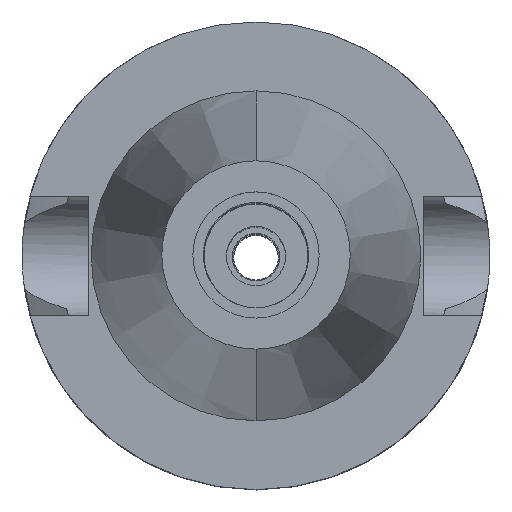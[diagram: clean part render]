
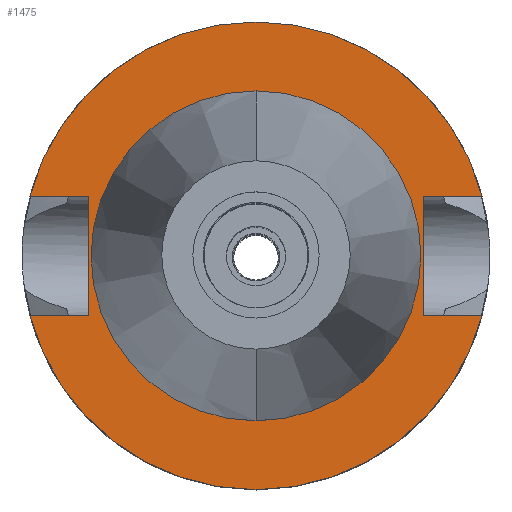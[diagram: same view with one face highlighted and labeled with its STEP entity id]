
A CAD part, top view. The second image highlights one B-rep face of the part: STEP entity #1475.
In plain terms, the highlighted planar face has unit normal (0, 0, 1).
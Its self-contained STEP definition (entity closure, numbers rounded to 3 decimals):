
#121=DIRECTION('',(0.,1.,0.));
#122=VECTOR('',#121,16.1);
#123=CARTESIAN_POINT('',(-22.5,-8.05,-1.));
#124=LINE('',#123,#122);
#128=CARTESIAN_POINT('',(0.,0.,-1.));
#129=DIRECTION('',(0.,0.,-1.));
#130=DIRECTION('',(-0.967,0.256,0.));
#131=AXIS2_PLACEMENT_3D('',#128,#129,#130);
#136=CARTESIAN_POINT('',(0.,0.,-1.));
#137=DIRECTION('',(0.,0.,-1.));
#138=DIRECTION('',(0.,1.,0.));
#139=AXIS2_PLACEMENT_3D('',#136,#137,#138);
#144=DIRECTION('',(0.,-1.,0.));
#145=VECTOR('',#144,16.1);
#146=CARTESIAN_POINT('',(22.5,8.05,-1.));
#147=LINE('',#146,#145);
#151=DIRECTION('',(1.,0.,0.));
#152=VECTOR('',#151,7.954);
#153=CARTESIAN_POINT('',(22.5,-8.05,-1.));
#154=LINE('',#153,#152);
#158=CARTESIAN_POINT('',(0.,0.,-1.));
#159=DIRECTION('',(0.,0.,-1.));
#160=DIRECTION('',(0.967,-0.256,0.));
#161=AXIS2_PLACEMENT_3D('',#158,#159,#160);
#166=CARTESIAN_POINT('',(0.,0.,-1.));
#167=DIRECTION('',(0.,0.,-1.));
#168=DIRECTION('',(0.,-1.,0.));
#169=AXIS2_PLACEMENT_3D('',#166,#167,#168);
#174=DIRECTION('',(1.,0.,0.));
#175=VECTOR('',#174,7.954);
#176=CARTESIAN_POINT('',(-30.454,-8.05,-1.));
#177=LINE('',#176,#175);
#181=CARTESIAN_POINT('',(0.,0.,-1.));
#182=DIRECTION('',(0.,0.,1.));
#183=DIRECTION('',(0.,-1.,0.));
#184=AXIS2_PLACEMENT_3D('',#181,#182,#183);
#189=CARTESIAN_POINT('',(0.,0.,-1.));
#190=DIRECTION('',(0.,0.,1.));
#191=DIRECTION('',(0.,1.,0.));
#192=AXIS2_PLACEMENT_3D('',#189,#190,#191);
#357=DIRECTION('',(1.,0.,0.));
#358=VECTOR('',#357,7.954);
#359=CARTESIAN_POINT('',(22.5,8.05,-1.));
#360=LINE('',#359,#358);
#418=DIRECTION('',(1.,0.,0.));
#419=VECTOR('',#418,7.954);
#420=CARTESIAN_POINT('',(-30.454,8.05,-1.));
#421=LINE('',#420,#419);
#1332=CARTESIAN_POINT('',(-22.5,-8.05,-1.));
#1333=VERTEX_POINT('',#1332);
#1334=CARTESIAN_POINT('',(-30.454,-8.05,-1.));
#1335=VERTEX_POINT('',#1334);
#1338=CARTESIAN_POINT('',(-22.5,8.05,-1.));
#1339=VERTEX_POINT('',#1338);
#1340=CARTESIAN_POINT('',(-30.454,8.05,-1.));
#1341=VERTEX_POINT('',#1340);
#1342=CARTESIAN_POINT('',(0.,31.5,-1.));
#1343=CARTESIAN_POINT('',(30.454,8.05,-1.));
#1344=VERTEX_POINT('',#1342);
#1345=VERTEX_POINT('',#1343);
#1346=CARTESIAN_POINT('',(22.5,8.05,-1.));
#1347=VERTEX_POINT('',#1346);
#1348=CARTESIAN_POINT('',(22.5,-8.05,-1.));
#1349=VERTEX_POINT('',#1348);
#1350=CARTESIAN_POINT('',(30.454,-8.05,-1.));
#1351=VERTEX_POINT('',#1350);
#1352=CARTESIAN_POINT('',(0.,-31.5,-1.));
#1353=VERTEX_POINT('',#1352);
#1354=CARTESIAN_POINT('',(0.,-22.225,-1.));
#1355=CARTESIAN_POINT('',(0.,22.225,-1.));
#1356=VERTEX_POINT('',#1354);
#1357=VERTEX_POINT('',#1355);
#1444=CARTESIAN_POINT('',(0.,0.,-1.));
#1445=DIRECTION('',(0.,0.,-1.));
#1446=DIRECTION('',(0.,-1.,0.));
#1447=AXIS2_PLACEMENT_3D('',#1444,#1445,#1446);
#1448=PLANE('',#1447);
#1450=ORIENTED_EDGE('',*,*,#1449,.T.);
#1452=ORIENTED_EDGE('',*,*,#1451,.F.);
#1454=ORIENTED_EDGE('',*,*,#1453,.T.);
#1456=ORIENTED_EDGE('',*,*,#1455,.T.);
#1458=ORIENTED_EDGE('',*,*,#1457,.F.);
#1460=ORIENTED_EDGE('',*,*,#1459,.T.);
#1462=ORIENTED_EDGE('',*,*,#1461,.T.);
#1464=ORIENTED_EDGE('',*,*,#1463,.T.);
#1466=ORIENTED_EDGE('',*,*,#1465,.T.);
#1468=ORIENTED_EDGE('',*,*,#1467,.T.);
#1469=EDGE_LOOP('',(#1450,#1452,#1454,#1456,#1458,#1460,#1462,#1464,#1466,
#1468));
#1470=FACE_OUTER_BOUND('',#1469,.F.);
#1471=ORIENTED_EDGE('',*,*,#1423,.T.);
#1472=ORIENTED_EDGE('',*,*,#1439,.T.);
#1473=EDGE_LOOP('',(#1471,#1472));
#1474=FACE_BOUND('',#1473,.F.);
#132=CIRCLE('',#131,31.5);
#140=CIRCLE('',#139,31.5);
#162=CIRCLE('',#161,31.5);
#170=CIRCLE('',#169,31.5);
#185=CIRCLE('',#184,22.225);
#193=CIRCLE('',#192,22.225);
#1423=EDGE_CURVE('',#1356,#1357,#185,.T.);
#1439=EDGE_CURVE('',#1357,#1356,#193,.T.);
#1449=EDGE_CURVE('',#1333,#1339,#124,.T.);
#1451=EDGE_CURVE('',#1341,#1339,#421,.T.);
#1453=EDGE_CURVE('',#1341,#1344,#132,.T.);
#1455=EDGE_CURVE('',#1344,#1345,#140,.T.);
#1457=EDGE_CURVE('',#1347,#1345,#360,.T.);
#1459=EDGE_CURVE('',#1347,#1349,#147,.T.);
#1461=EDGE_CURVE('',#1349,#1351,#154,.T.);
#1463=EDGE_CURVE('',#1351,#1353,#162,.T.);
#1465=EDGE_CURVE('',#1353,#1335,#170,.T.);
#1467=EDGE_CURVE('',#1335,#1333,#177,.T.);
#1475=ADVANCED_FACE('',(#1470,#1474),#1448,.F.);
